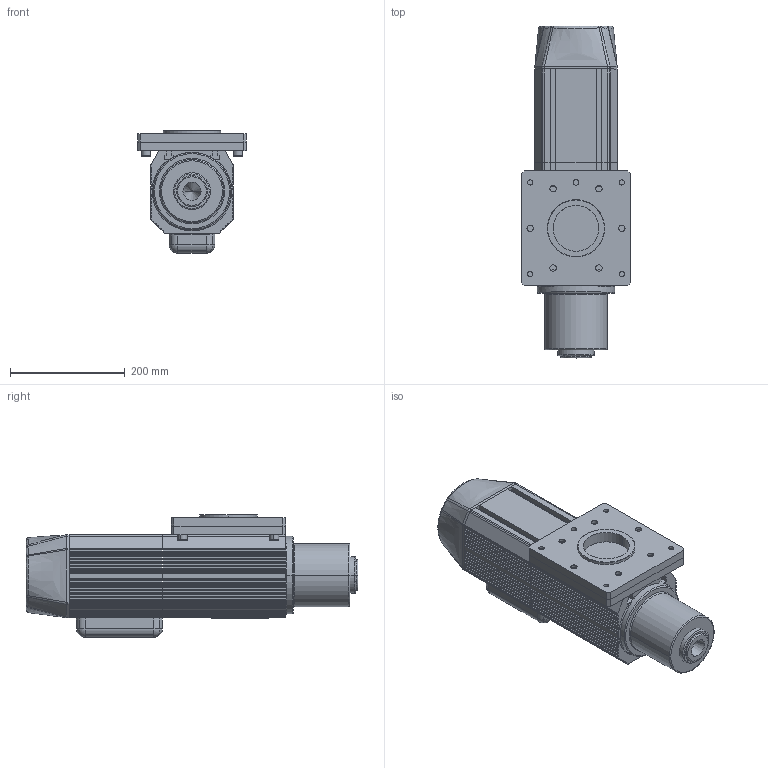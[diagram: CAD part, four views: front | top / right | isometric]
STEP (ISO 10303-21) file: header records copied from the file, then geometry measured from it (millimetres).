
FILE_DESCRIPTION (( 'STEP AP214' ), '1' );
FILE_NAME ('Husillo + placa.STEP', '2024-11-28T13:58:00', ( '' ), ( '' ), 'SwSTEP 2.0', 'SolidWorks 2018', '' );
FILE_SCHEMA (( 'AUTOMOTIVE_DESIGN' ));
Length unit declared in the file: millimetre
Products named in the file (5): COMTC710009.stp; Tornillo M10; PARTPlaca; PARTplaca brida; Husillo + placa
Assembly tree (7 placements, depth 2):
  Husillo + placa
    PARTplaca brida
    PARTPlaca
    Tornillo M10  x4
    COMTC710009.stp
Bounding box: 190 x 579 x 214 mm (x, y, z)
Volume: 10638982.4 mm3; surface area: 851967.9 mm2
Topology: 9 solids, 9 shells, 807 faces, 2205 edges, 1440 vertices
Faces by surface type: cylinder 405, plane 322, bspline 32, torus 28, cone 12, sphere 8
Entity records: 26370 total; most frequent: CARTESIAN_POINT 5442, DIRECTION 4283, ORIENTED_EDGE 4158, EDGE_CURVE 2079, AXIS2_PLACEMENT_3D 1544, VERTEX_POINT 1362, VECTOR 1195, LINE 1195
